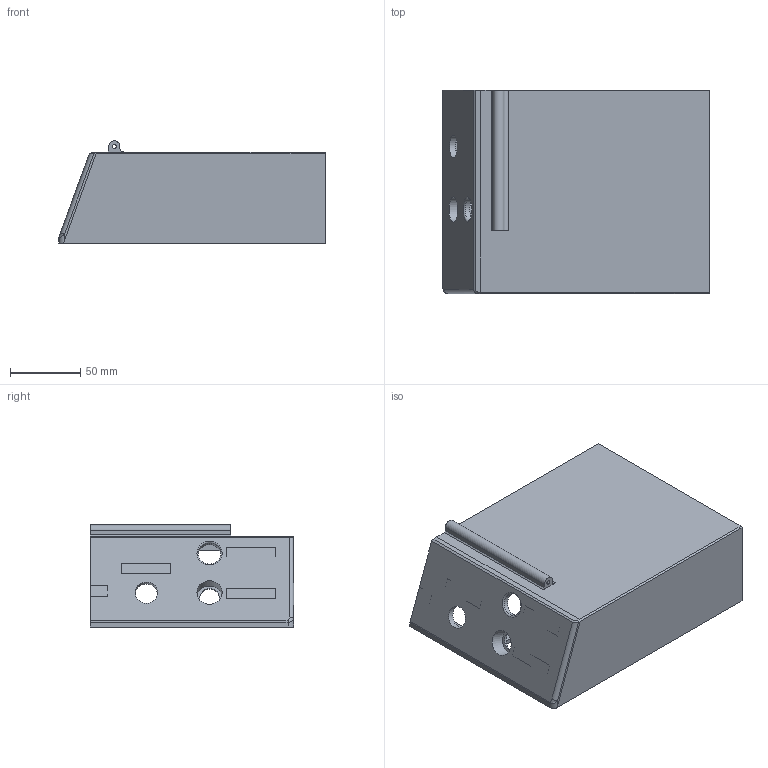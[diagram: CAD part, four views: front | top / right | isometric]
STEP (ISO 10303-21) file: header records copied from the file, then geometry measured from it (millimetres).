
FILE_DESCRIPTION(/* description */ (''),/* implementation_level */ '2;1');
FILE_NAME(/* name */ 'top 11.step',/* time_stamp */ '2020-12-18T16:20:57+06:00',/* author */ (''),/* organization */ (''),/* preprocessor_version */ 'ST-DEVELOPER v18.1',/* originating_system */ 'Autodesk Translation Framework v9.7.1.1290',/* authorisation */ '');
FILE_SCHEMA (('AUTOMOTIVE_DESIGN { 1 0 10303 214 3 1 1 }'));
Length unit declared in the file: millimetre
Products named in the file (3): top 11; top11a; top11b
Assembly tree (2 placements, depth 2):
  top 11
    top11a
    top11b
Bounding box: 190 x 145 x 72.98 mm (x, y, z)
Volume: 228762.1 mm3; surface area: 112866.6 mm2
Topology: 2 solids, 2 shells, 115 faces, 303 edges, 196 vertices
Faces by surface type: plane 67, cylinder 35, bspline 8, torus 4, sphere 1
Full cylindrical faces by diameter (mm): 3 x4, 12 x1, 14 x1, 16 x2, 18 x1, 22 x1
Entity records: 3811 total; most frequent: CARTESIAN_POINT 819, DIRECTION 607, ORIENTED_EDGE 604, EDGE_CURVE 302, LINE 203, VECTOR 203, AXIS2_PLACEMENT_3D 202, VERTEX_POINT 196
